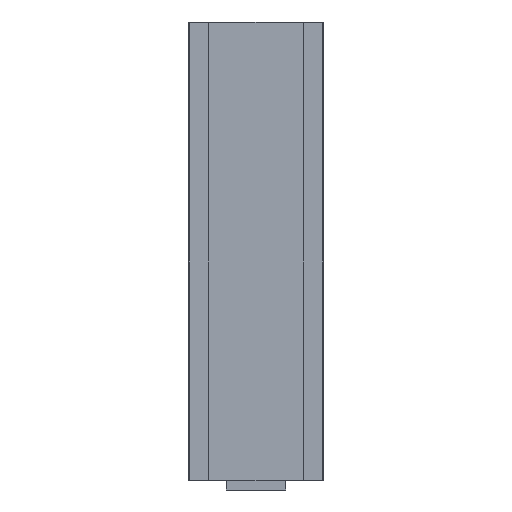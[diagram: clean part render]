
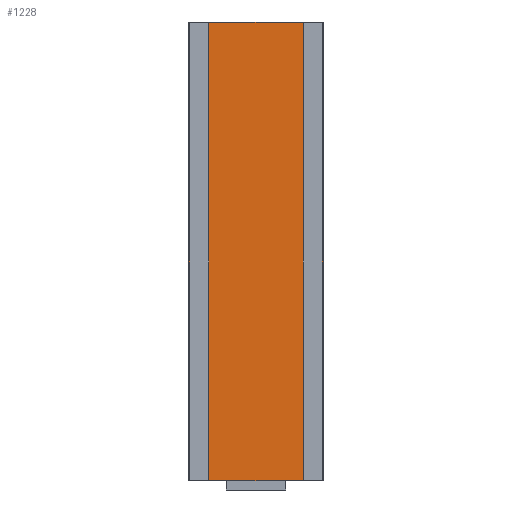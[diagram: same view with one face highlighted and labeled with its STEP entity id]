
A CAD part, front view. The second image highlights one B-rep face of the part: STEP entity #1228.
In plain terms, the highlighted planar face has unit normal (0, -1, 0).
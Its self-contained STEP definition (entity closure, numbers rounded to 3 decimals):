
#103 = CARTESIAN_POINT ( 'NONE',  ( -6.294, 0., -30.405 ) ) ;
#172 = CARTESIAN_POINT ( 'NONE',  ( 8.794, 0., 30.405 ) ) ;
#199 = EDGE_CURVE ( 'NONE', #1596, #3153, #288, .T. ) ;
#287 = VERTEX_POINT ( 'NONE', #729 ) ;
#288 = LINE ( 'NONE', #1838, #776 ) ;
#308 = VECTOR ( 'NONE', #988, 1000. ) ;
#377 = DIRECTION ( 'NONE',  ( 0., 0., -1. ) ) ;
#396 = CARTESIAN_POINT ( 'NONE',  ( 6.294, 0., 30.405 ) ) ;
#411 = CARTESIAN_POINT ( 'NONE',  ( -8.794, 0., 30.405 ) ) ;
#448 = PLANE ( 'NONE',  #2367 ) ;
#498 = EDGE_CURVE ( 'NONE', #2345, #2831, #1069, .T. ) ;
#515 = EDGE_CURVE ( 'NONE', #287, #1596, #2329, .T. ) ;
#524 = EDGE_CURVE ( 'NONE', #3153, #641, #1839, .T. ) ;
#537 = ORIENTED_EDGE ( 'NONE', *, *, #608, .F. ) ;
#543 = CARTESIAN_POINT ( 'NONE',  ( 8.9, 0., -30.48 ) ) ;
#608 = EDGE_CURVE ( 'NONE', #2473, #1955, #2431, .T. ) ;
#609 = LINE ( 'NONE', #2725, #1327 ) ;
#610 = ORIENTED_EDGE ( 'NONE', *, *, #1037, .F. ) ;
#623 = EDGE_CURVE ( 'NONE', #1955, #2345, #609, .T. ) ;
#641 = VERTEX_POINT ( 'NONE', #1456 ) ;
#648 = CARTESIAN_POINT ( 'NONE',  ( 8.9, 0., 30.48 ) ) ;
#682 = EDGE_LOOP ( 'NONE', ( #2001, #1280, #1210, #2857 ) ) ;
#729 = CARTESIAN_POINT ( 'NONE',  ( 6.294, 0., 30.405 ) ) ;
#776 = VECTOR ( 'NONE', #2136, 1000. ) ;
#809 = ORIENTED_EDGE ( 'NONE', *, *, #1413, .F. ) ;
#812 = VECTOR ( 'NONE', #2956, 1000. ) ;
#832 = LINE ( 'NONE', #172, #1436 ) ;
#921 = ORIENTED_EDGE ( 'NONE', *, *, #2876, .F. ) ;
#931 = DIRECTION ( 'NONE',  ( 0., 0., 1. ) ) ;
#933 = FACE_BOUND ( 'NONE', #682, .T. ) ;
#956 = DIRECTION ( 'NONE',  ( 0., 1., 0. ) ) ;
#975 = VECTOR ( 'NONE', #3155, 1000. ) ;
#988 = DIRECTION ( 'NONE',  ( -1., 0., 0. ) ) ;
#1005 = EDGE_CURVE ( 'NONE', #1686, #3079, #3219, .T. ) ;
#1037 = EDGE_CURVE ( 'NONE', #1130, #1636, #2631, .T. ) ;
#1069 = LINE ( 'NONE', #2654, #1842 ) ;
#1130 = VERTEX_POINT ( 'NONE', #648 ) ;
#1210 = ORIENTED_EDGE ( 'NONE', *, *, #515, .F. ) ;
#1228 = ADVANCED_FACE ( 'NONE', ( #2558, #1418, #933 ), #448, .F. ) ;
#1230 = CARTESIAN_POINT ( 'NONE',  ( 8.9, 0., -30.48 ) ) ;
#1252 = VECTOR ( 'NONE', #377, 1000. ) ;
#1274 = CARTESIAN_POINT ( 'NONE',  ( 8.9, 0., 30.48 ) ) ;
#1280 = ORIENTED_EDGE ( 'NONE', *, *, #199, .F. ) ;
#1327 = VECTOR ( 'NONE', #931, 1000. ) ;
#1347 = VECTOR ( 'NONE', #3277, 1000. ) ;
#1349 = LINE ( 'NONE', #1230, #308 ) ;
#1352 = CARTESIAN_POINT ( 'NONE',  ( 8.794, 0., -30.405 ) ) ;
#1413 = EDGE_CURVE ( 'NONE', #2831, #2473, #1913, .T. ) ;
#1418 = FACE_OUTER_BOUND ( 'NONE', #2388, .T. ) ;
#1432 = CARTESIAN_POINT ( 'NONE',  ( 8.9, 0., 30.48 ) ) ;
#1436 = VECTOR ( 'NONE', #1467, 1000. ) ;
#1456 = CARTESIAN_POINT ( 'NONE',  ( 8.794, 0., 30.405 ) ) ;
#1460 = CARTESIAN_POINT ( 'NONE',  ( 0., 0., 0. ) ) ;
#1467 = DIRECTION ( 'NONE',  ( -1., 0., 0. ) ) ;
#1530 = EDGE_LOOP ( 'NONE', ( #809, #1603, #2546, #537 ) ) ;
#1596 = VERTEX_POINT ( 'NONE', #2299 ) ;
#1603 = ORIENTED_EDGE ( 'NONE', *, *, #498, .F. ) ;
#1636 = VERTEX_POINT ( 'NONE', #543 ) ;
#1686 = VERTEX_POINT ( 'NONE', #3090 ) ;
#1838 = CARTESIAN_POINT ( 'NONE',  ( 8.794, 0., -30.405 ) ) ;
#1839 = LINE ( 'NONE', #1952, #2830 ) ;
#1842 = VECTOR ( 'NONE', #2143, 1000. ) ;
#1913 = LINE ( 'NONE', #411, #1252 ) ;
#1952 = CARTESIAN_POINT ( 'NONE',  ( 8.794, 0., 30.405 ) ) ;
#1955 = VERTEX_POINT ( 'NONE', #103 ) ;
#2001 = ORIENTED_EDGE ( 'NONE', *, *, #524, .F. ) ;
#2136 = DIRECTION ( 'NONE',  ( 1., 0., 0. ) ) ;
#2143 = DIRECTION ( 'NONE',  ( -1., 0., 0. ) ) ;
#2243 = ORIENTED_EDGE ( 'NONE', *, *, #2661, .F. ) ;
#2244 = DIRECTION ( 'NONE',  ( 0., 0., 1. ) ) ;
#2296 = VECTOR ( 'NONE', #2948, 1000. ) ;
#2299 = CARTESIAN_POINT ( 'NONE',  ( 6.294, 0., -30.405 ) ) ;
#2329 = LINE ( 'NONE', #396, #2588 ) ;
#2345 = VERTEX_POINT ( 'NONE', #3169 ) ;
#2367 = AXIS2_PLACEMENT_3D ( 'NONE', #1460, #956, #2244 ) ;
#2388 = EDGE_LOOP ( 'NONE', ( #2700, #921, #610, #2243 ) ) ;
#2410 = DIRECTION ( 'NONE',  ( 0., 0., -1. ) ) ;
#2431 = LINE ( 'NONE', #2452, #812 ) ;
#2434 = EDGE_CURVE ( 'NONE', #641, #287, #832, .T. ) ;
#2452 = CARTESIAN_POINT ( 'NONE',  ( -8.794, 0., -30.405 ) ) ;
#2473 = VERTEX_POINT ( 'NONE', #2698 ) ;
#2491 = CARTESIAN_POINT ( 'NONE',  ( -8.794, 0., 30.405 ) ) ;
#2546 = ORIENTED_EDGE ( 'NONE', *, *, #623, .F. ) ;
#2558 = FACE_BOUND ( 'NONE', #1530, .T. ) ;
#2588 = VECTOR ( 'NONE', #2410, 1000. ) ;
#2631 = LINE ( 'NONE', #1432, #2296 ) ;
#2654 = CARTESIAN_POINT ( 'NONE',  ( -8.794, 0., 30.405 ) ) ;
#2661 = EDGE_CURVE ( 'NONE', #3079, #1130, #3103, .T. ) ;
#2676 = CARTESIAN_POINT ( 'NONE',  ( -8.9, 0., 30.48 ) ) ;
#2698 = CARTESIAN_POINT ( 'NONE',  ( -8.794, 0., -30.405 ) ) ;
#2700 = ORIENTED_EDGE ( 'NONE', *, *, #1005, .F. ) ;
#2725 = CARTESIAN_POINT ( 'NONE',  ( -6.294, 0., 30.405 ) ) ;
#2830 = VECTOR ( 'NONE', #2949, 1000. ) ;
#2831 = VERTEX_POINT ( 'NONE', #2491 ) ;
#2833 = CARTESIAN_POINT ( 'NONE',  ( -8.9, 0., 30.48 ) ) ;
#2857 = ORIENTED_EDGE ( 'NONE', *, *, #2434, .F. ) ;
#2876 = EDGE_CURVE ( 'NONE', #1636, #1686, #1349, .T. ) ;
#2948 = DIRECTION ( 'NONE',  ( 0., 0., -1. ) ) ;
#2949 = DIRECTION ( 'NONE',  ( 0., 0., 1. ) ) ;
#2956 = DIRECTION ( 'NONE',  ( 1., 0., 0. ) ) ;
#3079 = VERTEX_POINT ( 'NONE', #2833 ) ;
#3090 = CARTESIAN_POINT ( 'NONE',  ( -8.9, 0., -30.48 ) ) ;
#3103 = LINE ( 'NONE', #1274, #1347 ) ;
#3153 = VERTEX_POINT ( 'NONE', #1352 ) ;
#3155 = DIRECTION ( 'NONE',  ( 0., 0., 1. ) ) ;
#3169 = CARTESIAN_POINT ( 'NONE',  ( -6.294, 0., 30.405 ) ) ;
#3219 = LINE ( 'NONE', #2676, #975 ) ;
#3277 = DIRECTION ( 'NONE',  ( 1., 0., 0. ) ) ;
